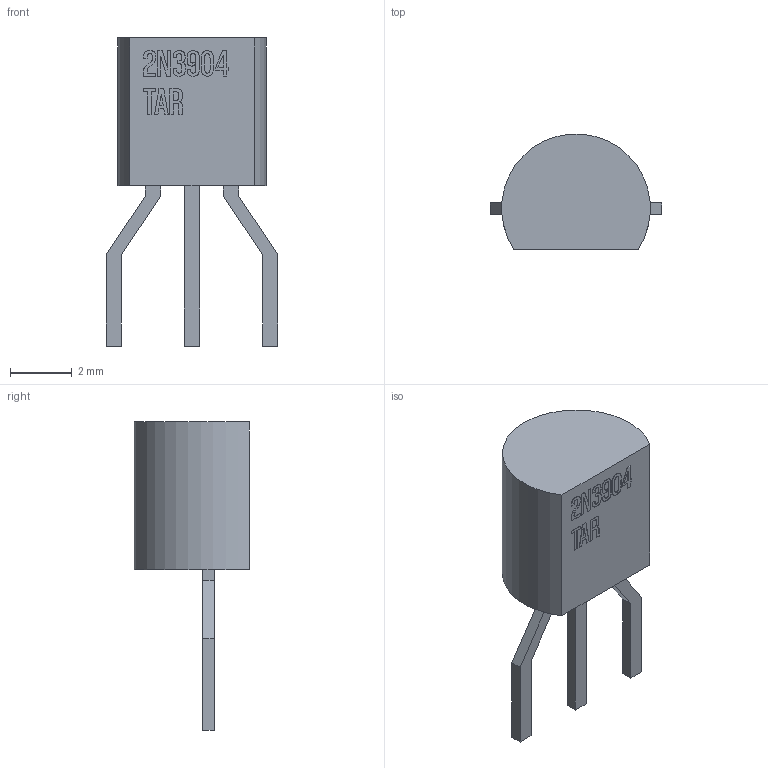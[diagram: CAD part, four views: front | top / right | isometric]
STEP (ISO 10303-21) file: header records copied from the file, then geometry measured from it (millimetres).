
FILE_DESCRIPTION(('FreeCAD Model'),'2;1');
FILE_NAME('ON_Semi_2N3904TAR-TO-92-3-P2.54_Marking.step', '2019-06-29T23:02:50',('Author'),(''), 'Open CASCADE STEP processor 7.3','FreeCAD','Unknown');
FILE_SCHEMA(('AUTOMOTIVE_DESIGN { 1 0 10303 214 1 1 1 1 }'));
Length unit declared in the file: millimetre
Products named in the file (1): Fusion
Bounding box: 5.58 x 3.75 x 10 mm (x, y, z)
Volume: 76.2 mm3; surface area: 128.1 mm2
Topology: 1 solids, 1 shells, 237 faces, 654 edges, 436 vertices
Faces by surface type: plane 138, extrusion 98, cylinder 1
Entity records: 9259 total; most frequent: CARTESIAN_POINT 1916, ORIENTED_EDGE 1308, DIRECTION 838, EDGE_CURVE 654, VECTOR 554, LINE 456, VERTEX_POINT 436, B_SPLINE_CURVE_WITH_KNOTS 294
